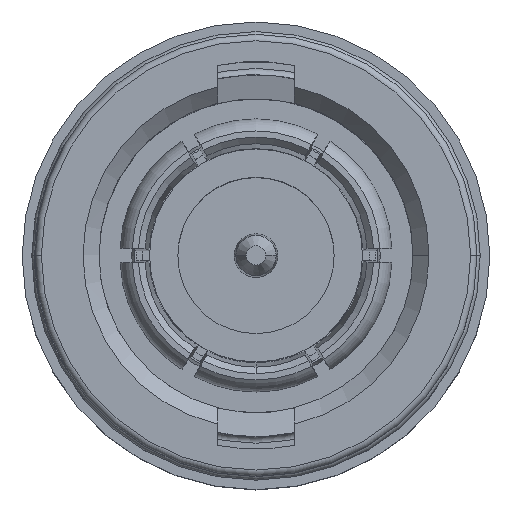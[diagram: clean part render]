
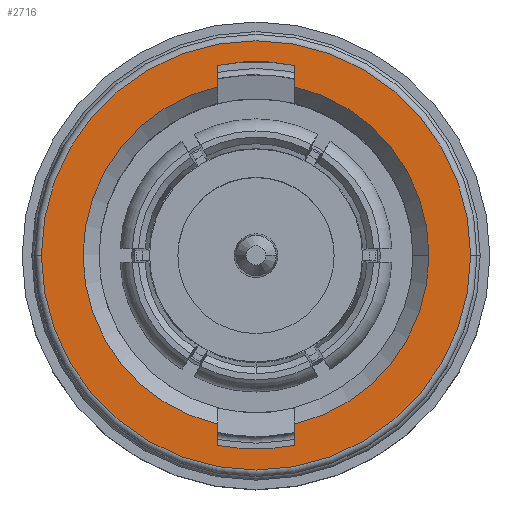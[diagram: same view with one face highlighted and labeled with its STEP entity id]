
A CAD part, top view. The second image highlights one B-rep face of the part: STEP entity #2716.
In plain terms, the highlighted planar face has unit normal (0, 0, 1).
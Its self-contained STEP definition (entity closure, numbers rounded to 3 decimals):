
#369 = AXIS2_PLACEMENT_3D ( 'NONE', #6939, #6940, #6941 ) ;
#2370 = EDGE_CURVE ( 'NONE', #5368, #5488, #5198, .T. ) ;
#2450 = EDGE_CURVE ( 'NONE', #5323, #5341, #5309, .T. ) ;
#2471 = EDGE_CURVE ( 'NONE', #4097, #5368, #7623, .T. ) ;
#2489 = EDGE_CURVE ( 'NONE', #5488, #4008, #7647, .T. ) ;
#2491 = EDGE_CURVE ( 'NONE', #3911, #4180, #7648, .T. ) ;
#2509 = EDGE_CURVE ( 'NONE', #4180, #3977, #7673, .T. ) ;
#2515 = EDGE_CURVE ( 'NONE', #3985, #4088, #7678, .T. ) ;
#2520 = EDGE_CURVE ( 'NONE', #4008, #3911, #7682, .T. ) ;
#2716 = ADVANCED_FACE ( 'NONE', ( #7862, #7866 ), #8412, .F. ) ;
#3000 = AXIS2_PLACEMENT_3D ( 'NONE', #7301, #7302, #7303 ) ;
#3183 = AXIS2_PLACEMENT_3D ( 'NONE', #7491, #7492, #7493 ) ;
#3185 = AXIS2_PLACEMENT_3D ( 'NONE', #7449, #7450, #7451 ) ;
#3187 = AXIS2_PLACEMENT_3D ( 'NONE', #7471, #7472, #7473 ) ;
#3911 = VERTEX_POINT ( 'NONE', #14249 ) ;
#3977 = VERTEX_POINT ( 'NONE', #14264 ) ;
#3985 = VERTEX_POINT ( 'NONE', #14267 ) ;
#4008 = VERTEX_POINT ( 'NONE', #14274 ) ;
#4088 = VERTEX_POINT ( 'NONE', #14314 ) ;
#4097 = VERTEX_POINT ( 'NONE', #14311 ) ;
#4180 = VERTEX_POINT ( 'NONE', #14332 ) ;
#4529 = EDGE_CURVE ( 'NONE', #5341, #5323, #13534, .T. ) ;
#4534 = EDGE_CURVE ( 'NONE', #3977, #3985, #13543, .T. ) ;
#4541 = EDGE_CURVE ( 'NONE', #4088, #4097, #13550, .T. ) ;
#4705 = EDGE_LOOP ( 'NONE', ( #13642, #13705 ) ) ;
#5198 = CIRCLE ( 'NONE', #369, 5.4 ) ;
#5309 = CIRCLE ( 'NONE', #6620, 6.7 ) ;
#5323 = VERTEX_POINT ( 'NONE', #15648 ) ;
#5341 = VERTEX_POINT ( 'NONE', #15655 ) ;
#5368 = VERTEX_POINT ( 'NONE', #15675 ) ;
#5488 = VERTEX_POINT ( 'NONE', #15795 ) ;
#6620 = AXIS2_PLACEMENT_3D ( 'NONE', #7240, #7241, #7242 ) ;
#6939 = CARTESIAN_POINT ( 'NONE',  ( 0., 0., 0.85 ) ) ;
#6940 = DIRECTION ( 'NONE',  ( 0., 0., 1. ) ) ;
#6941 = DIRECTION ( 'NONE',  ( 1., 0., 0. ) ) ;
#7240 = CARTESIAN_POINT ( 'NONE',  ( 0., 0., 0.85 ) ) ;
#7241 = DIRECTION ( 'NONE',  ( 0., 0., 1. ) ) ;
#7242 = DIRECTION ( 'NONE',  ( -1., 0., 0. ) ) ;
#7301 = CARTESIAN_POINT ( 'NONE',  ( 0., 0., 0.85 ) ) ;
#7302 = DIRECTION ( 'NONE',  ( 0., 0., 1. ) ) ;
#7303 = DIRECTION ( 'NONE',  ( 1., 0., 0. ) ) ;
#7341 = DIRECTION ( 'NONE',  ( 0., 1., 0. ) ) ;
#7344 = DIRECTION ( 'NONE',  ( 0., -1., 0. ) ) ;
#7351 = CARTESIAN_POINT ( 'NONE',  ( 1.2, 4.751, 0.85 ) ) ;
#7357 = CARTESIAN_POINT ( 'NONE',  ( -1.2, 4.751, 0.85 ) ) ;
#7449 = CARTESIAN_POINT ( 'NONE',  ( 0., 0., 0.85 ) ) ;
#7450 = DIRECTION ( 'NONE',  ( 0., 0., 1. ) ) ;
#7451 = DIRECTION ( 'NONE',  ( 1., 0., 0. ) ) ;
#7471 = CARTESIAN_POINT ( 'NONE',  ( 0., 0., 0.85 ) ) ;
#7472 = DIRECTION ( 'NONE',  ( 0., 0., 1. ) ) ;
#7473 = DIRECTION ( 'NONE',  ( 1., 0., 0. ) ) ;
#7491 = CARTESIAN_POINT ( 'NONE',  ( 0., 0., 0.85 ) ) ;
#7492 = DIRECTION ( 'NONE',  ( 0., 0., 1. ) ) ;
#7493 = DIRECTION ( 'NONE',  ( -1., 0., 0. ) ) ;
#7623 = CIRCLE ( 'NONE', #3000, 5.4 ) ;
#7647 = LINE ( 'NONE', #7351, #7650 ) ;
#7648 = LINE ( 'NONE', #7357, #7653 ) ;
#7650 = VECTOR ( 'NONE', #7341, 1000. ) ;
#7653 = VECTOR ( 'NONE', #7344, 1000. ) ;
#7673 = CIRCLE ( 'NONE', #3185, 5.4 ) ;
#7678 = CIRCLE ( 'NONE', #3187, 6.05 ) ;
#7682 = CIRCLE ( 'NONE', #3183, 6.05 ) ;
#7862 = FACE_OUTER_BOUND ( 'NONE', #4705, .T. ) ;
#7866 = FACE_BOUND ( 'NONE', #15099, .T. ) ;
#8412 = PLANE ( 'NONE',  #8530 ) ;
#8419 = CARTESIAN_POINT ( 'NONE',  ( 0., 0., 0.85 ) ) ;
#8420 = DIRECTION ( 'NONE',  ( 0., 0., -1. ) ) ;
#8421 = DIRECTION ( 'NONE',  ( -1., 0., 0. ) ) ;
#8530 = AXIS2_PLACEMENT_3D ( 'NONE', #8419, #8420, #8421 ) ;
#13184 = ORIENTED_EDGE ( 'NONE', *, *, #2489, .F. ) ;
#13193 = ORIENTED_EDGE ( 'NONE', *, *, #4541, .F. ) ;
#13216 = ORIENTED_EDGE ( 'NONE', *, *, #2491, .F. ) ;
#13270 = ORIENTED_EDGE ( 'NONE', *, *, #2520, .F. ) ;
#13317 = ORIENTED_EDGE ( 'NONE', *, *, #2471, .F. ) ;
#13534 = CIRCLE ( 'NONE', #14972, 6.7 ) ;
#13543 = LINE ( 'NONE', #14830, #13545 ) ;
#13545 = VECTOR ( 'NONE', #14842, 1000. ) ;
#13550 = LINE ( 'NONE', #14875, #13552 ) ;
#13552 = VECTOR ( 'NONE', #14884, 1000. ) ;
#13585 = ORIENTED_EDGE ( 'NONE', *, *, #2509, .F. ) ;
#13587 = ORIENTED_EDGE ( 'NONE', *, *, #4534, .F. ) ;
#13589 = ORIENTED_EDGE ( 'NONE', *, *, #2515, .F. ) ;
#13595 = ORIENTED_EDGE ( 'NONE', *, *, #2370, .F. ) ;
#13642 = ORIENTED_EDGE ( 'NONE', *, *, #4529, .T. ) ;
#13705 = ORIENTED_EDGE ( 'NONE', *, *, #2450, .T. ) ;
#14249 = CARTESIAN_POINT ( 'NONE',  ( -1.2, 5.93, 0.85 ) ) ;
#14264 = CARTESIAN_POINT ( 'NONE',  ( -1.2, -5.265, 0.85 ) ) ;
#14267 = CARTESIAN_POINT ( 'NONE',  ( -1.2, -5.93, 0.85 ) ) ;
#14274 = CARTESIAN_POINT ( 'NONE',  ( 1.2, 5.93, 0.85 ) ) ;
#14311 = CARTESIAN_POINT ( 'NONE',  ( 1.2, -5.265, 0.85 ) ) ;
#14314 = CARTESIAN_POINT ( 'NONE',  ( 1.2, -5.93, 0.85 ) ) ;
#14332 = CARTESIAN_POINT ( 'NONE',  ( -1.2, 5.265, 0.85 ) ) ;
#14830 = CARTESIAN_POINT ( 'NONE',  ( -1.2, -4.751, 0.85 ) ) ;
#14839 = CARTESIAN_POINT ( 'NONE',  ( 0., 0., 0.85 ) ) ;
#14840 = DIRECTION ( 'NONE',  ( 0., 0., 1. ) ) ;
#14841 = DIRECTION ( 'NONE',  ( -1., 0., 0. ) ) ;
#14842 = DIRECTION ( 'NONE',  ( 0., -1., 0. ) ) ;
#14875 = CARTESIAN_POINT ( 'NONE',  ( 1.2, -4.751, 0.85 ) ) ;
#14884 = DIRECTION ( 'NONE',  ( 0., 1., 0. ) ) ;
#14972 = AXIS2_PLACEMENT_3D ( 'NONE', #14839, #14840, #14841 ) ;
#15099 = EDGE_LOOP ( 'NONE', ( #13270, #13184, #13595, #13317, #13193, #13589, #13587, #13585, #13216 ) ) ;
#15648 = CARTESIAN_POINT ( 'NONE',  ( 6.7, 0., 0.85 ) ) ;
#15655 = CARTESIAN_POINT ( 'NONE',  ( -6.7, 0., 0.85 ) ) ;
#15675 = CARTESIAN_POINT ( 'NONE',  ( 5.4, 0., 0.85 ) ) ;
#15795 = CARTESIAN_POINT ( 'NONE',  ( 1.2, 5.265, 0.85 ) ) ;
